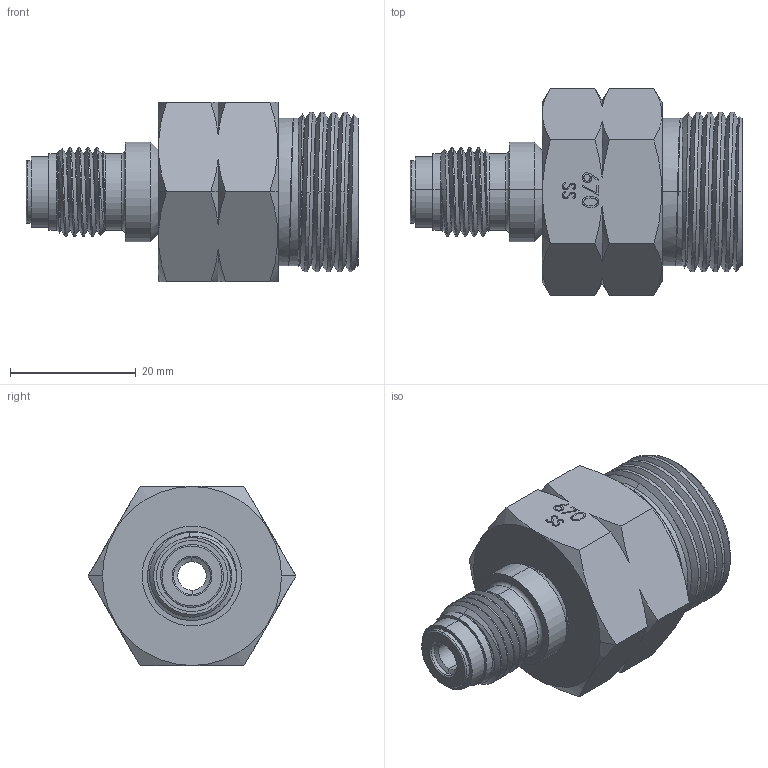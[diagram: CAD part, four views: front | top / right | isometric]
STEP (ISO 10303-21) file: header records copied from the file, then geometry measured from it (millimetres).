
FILE_DESCRIPTION (( 'STEP AP203' ), '1' );
FILE_NAME ('AD-670MSS-4MFS.STEP', '2025-09-30T12:20:04', ( '' ), ( '' ), 'SwSTEP 2.0', 'SolidWorks 2018', '' );
FILE_SCHEMA (( 'CONFIG_CONTROL_DESIGN' ));
Length unit declared in the file: inch
Products named in the file (3): PRT-001202; PRT-000885; AD-670MSS-4MFS
Assembly tree (2 placements, depth 2):
  AD-670MSS-4MFS
    PRT-000885
    PRT-001202
Bounding box: 52.76 x 33 x 28.57 mm (x, y, z)
Volume: 19506.4 mm3; surface area: 8238.7 mm2
Topology: 2 solids, 2 shells, 141 faces, 402 edges, 278 vertices
Faces by surface type: cone 57, cylinder 46, plane 23, bspline 9, torus 6
Entity records: 14404 total; most frequent: CARTESIAN_POINT 10733, ORIENTED_EDGE 804, DIRECTION 567, EDGE_CURVE 402, VERTEX_POINT 278, AXIS2_PLACEMENT_3D 227, B_SPLINE_CURVE_WITH_KNOTS 179, EDGE_LOOP 158
